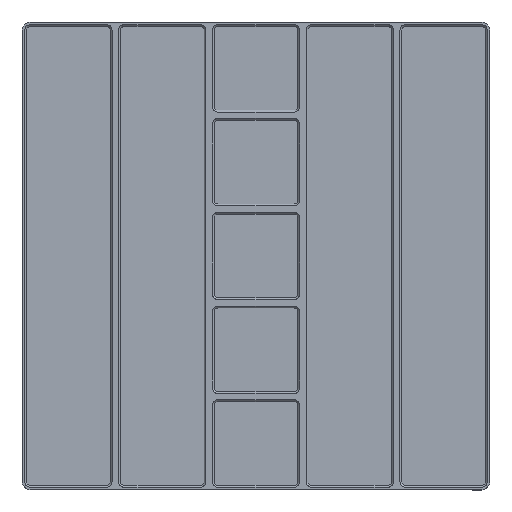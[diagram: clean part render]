
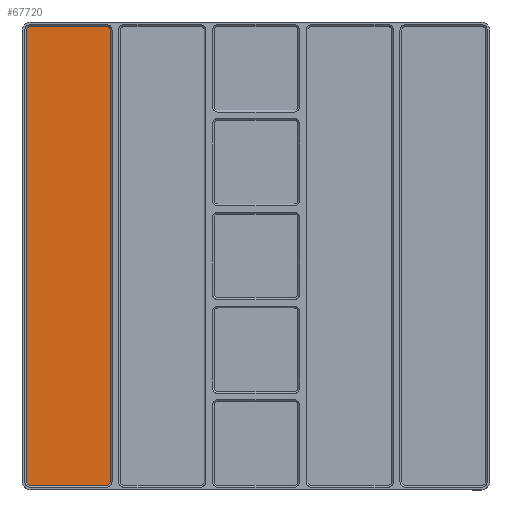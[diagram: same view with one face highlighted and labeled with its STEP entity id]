
A CAD part, top view. The second image highlights one B-rep face of the part: STEP entity #67720.
In plain terms, the highlighted planar face has unit normal (0, 0, 1).
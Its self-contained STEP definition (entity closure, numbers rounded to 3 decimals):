
#54900=CARTESIAN_POINT('',(122.15,291.75,7.));
#54910=VERTEX_POINT('',#54900);
#54940=CARTESIAN_POINT('',(89.,291.75,7.));
#54950=DIRECTION('',(1.,0.,0.));
#54960=VECTOR('',#54950,1.);
#54970=LINE('',#54940,#54960);
#54980=CARTESIAN_POINT('',(87.85,291.75,7.));
#54990=VERTEX_POINT('',#54980);
#55000=EDGE_CURVE('',#54990,#54910,#54970,.T.);
#58780=CARTESIAN_POINT('',(86.25,290.15,7.));
#58790=VERTEX_POINT('',#58780);
#58820=CARTESIAN_POINT('',(86.25,257.,7.));
#58830=DIRECTION('',(0.,1.,0.));
#58840=VECTOR('',#58830,1.);
#58850=LINE('',#58820,#58840);
#58860=CARTESIAN_POINT('',(86.25,87.85,7.));
#58870=VERTEX_POINT('',#58860);
#58880=EDGE_CURVE('',#58870,#58790,#58850,.T.);
#67150=CARTESIAN_POINT('',(105.,273.,7.));
#67160=DIRECTION('',(0.,0.,1.));
#67170=DIRECTION('',(1.,0.,0.));
#67180=AXIS2_PLACEMENT_3D('',#67150,#67160,#67170);
#67190=PLANE('',#67180);
#67200=CARTESIAN_POINT('',(87.85,290.15,7.));
#67210=DIRECTION('',(0.,0.,-1.));
#67220=DIRECTION('',(-1.,0.,0.));
#67230=AXIS2_PLACEMENT_3D('',#67200,#67210,#67220);
#67240=CIRCLE('',#67230,1.6);
#67250=EDGE_CURVE('',#58790,#54990,#67240,.T.);
#67260=ORIENTED_EDGE('',*,*,#67250,.F.);
#67270=ORIENTED_EDGE('',*,*,#55000,.F.);
#67280=CARTESIAN_POINT('',(122.15,290.15,7.));
#67290=DIRECTION('',(0.,0.,-1.));
#67300=DIRECTION('',(-1.,0.,0.));
#67310=AXIS2_PLACEMENT_3D('',#67280,#67290,#67300);
#67320=CIRCLE('',#67310,1.6);
#67330=CARTESIAN_POINT('',(123.75,290.15,7.));
#67340=VERTEX_POINT('',#67330);
#67350=EDGE_CURVE('',#54910,#67340,#67320,.T.);
#67360=ORIENTED_EDGE('',*,*,#67350,.F.);
#67370=CARTESIAN_POINT('',(123.75,121.,7.));
#67380=DIRECTION('',(0.,-1.,0.));
#67390=VECTOR('',#67380,1.);
#67400=LINE('',#67370,#67390);
#67410=CARTESIAN_POINT('',(123.75,87.85,7.));
#67420=VERTEX_POINT('',#67410);
#67430=EDGE_CURVE('',#67340,#67420,#67400,.T.);
#67440=ORIENTED_EDGE('',*,*,#67430,.F.);
#67450=CARTESIAN_POINT('',(122.15,87.85,7.));
#67460=DIRECTION('',(0.,0.,-1.));
#67470=DIRECTION('',(1.,0.,0.));
#67480=AXIS2_PLACEMENT_3D('',#67450,#67460,#67470);
#67490=CIRCLE('',#67480,1.6);
#67500=CARTESIAN_POINT('',(122.15,86.25,7.));
#67510=VERTEX_POINT('',#67500);
#67520=EDGE_CURVE('',#67420,#67510,#67490,.T.);
#67530=ORIENTED_EDGE('',*,*,#67520,.F.);
#67540=CARTESIAN_POINT('',(121.,86.25,7.));
#67550=DIRECTION('',(-1.,0.,0.));
#67560=VECTOR('',#67550,1.);
#67570=LINE('',#67540,#67560);
#67580=CARTESIAN_POINT('',(87.85,86.25,7.));
#67590=VERTEX_POINT('',#67580);
#67600=EDGE_CURVE('',#67510,#67590,#67570,.T.);
#67610=ORIENTED_EDGE('',*,*,#67600,.F.);
#67620=CARTESIAN_POINT('',(87.85,87.85,7.));
#67630=DIRECTION('',(0.,0.,-1.));
#67640=DIRECTION('',(1.,0.,0.));
#67650=AXIS2_PLACEMENT_3D('',#67620,#67630,#67640);
#67660=CIRCLE('',#67650,1.6);
#67670=EDGE_CURVE('',#67590,#58870,#67660,.T.);
#67680=ORIENTED_EDGE('',*,*,#67670,.F.);
#67690=ORIENTED_EDGE('',*,*,#58880,.F.);
#67700=EDGE_LOOP('',(#67690,#67680,#67610,#67530,#67440,#67360,#67270,
#67260));
#67710=FACE_OUTER_BOUND('',#67700,.T.);
#67720=ADVANCED_FACE('',(#67710),#67190,.T.);
